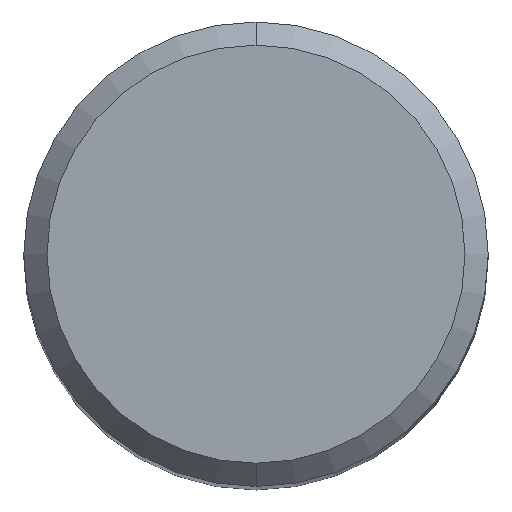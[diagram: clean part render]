
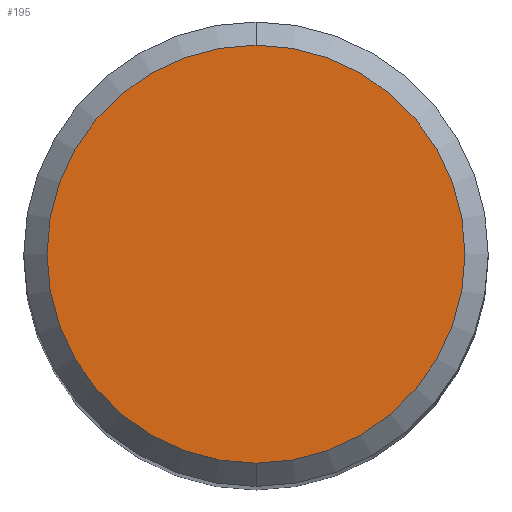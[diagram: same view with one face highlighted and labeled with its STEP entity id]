
A CAD part, top view. The second image highlights one B-rep face of the part: STEP entity #195.
In plain terms, the highlighted planar face has unit normal (0, 0, 1).
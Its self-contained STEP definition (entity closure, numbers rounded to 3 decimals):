
#195=ADVANCED_FACE('',(#505),#506,.T.);
#299=VERTEX_POINT('',#618);
#301=EDGE_CURVE('',#299,#405,#620,.T.);
#387=EDGE_CURVE('',#405,#299,#717,.T.);
#405=VERTEX_POINT('',#737);
#505=FACE_OUTER_BOUND('',#850,.T.);
#506=PLANE('',#851);
#618=CARTESIAN_POINT('',(0.,-4.5,0.0));
#620=CIRCLE('',#1117,4.5);
#717=CIRCLE('',#1286,4.5);
#737=CARTESIAN_POINT('',(0.0,4.5,0.0));
#850=EDGE_LOOP('',(#1505,#1506));
#851=AXIS2_PLACEMENT_3D('',#1507,#1508,#1509);
#1117=AXIS2_PLACEMENT_3D('',#1616,#1617,#1618);
#1286=AXIS2_PLACEMENT_3D('',#1756,#1757,#1758);
#1505=ORIENTED_EDGE('',*,*,#387,.F.);
#1506=ORIENTED_EDGE('',*,*,#301,.F.);
#1507=CARTESIAN_POINT('',(0.0,2.25,0.0));
#1508=DIRECTION('',(-0.0,0.0,1.0));
#1509=DIRECTION('',(0.0,-1.0,0.0));
#1616=CARTESIAN_POINT('',(0.0,0.0,0.0));
#1617=DIRECTION('',(0.0,0.0,-1.0));
#1618=DIRECTION('',(0.0,1.0,0.0));
#1756=CARTESIAN_POINT('',(0.0,0.0,0.0));
#1757=DIRECTION('',(0.0,0.0,-1.0));
#1758=DIRECTION('',(0.0,1.0,0.0));
